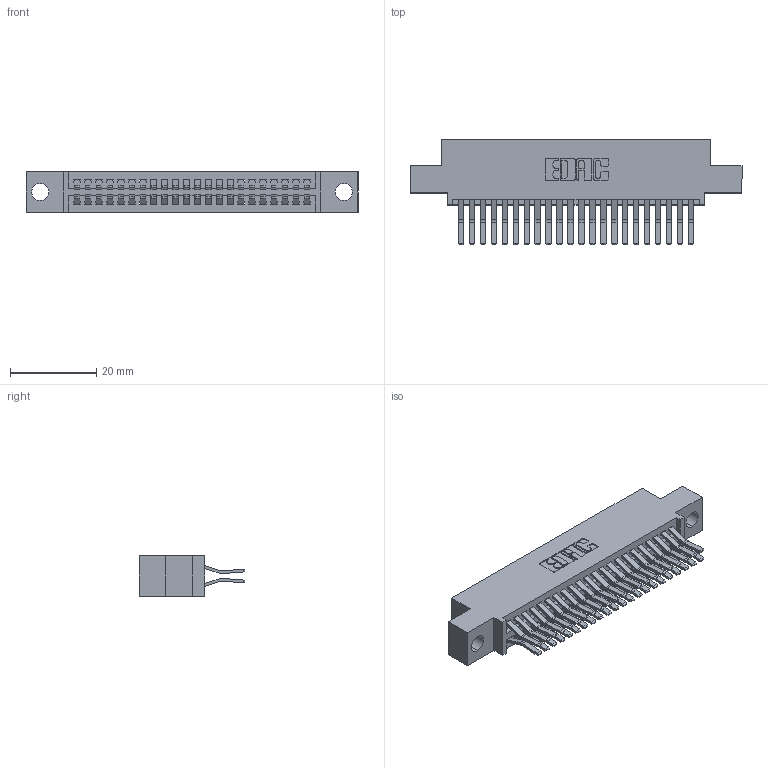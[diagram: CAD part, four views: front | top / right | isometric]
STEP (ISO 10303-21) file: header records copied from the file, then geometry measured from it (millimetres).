
FILE_DESCRIPTION (( 'STEP AP203' ), '1' );
FILE_NAME ('345-044-560-504.STEP', '2018-09-09T07:19:29', ( '' ), ( '' ), 'SwSTEP 2.0', 'SolidWorks 2016', '' );
FILE_SCHEMA (( 'CONFIG_CONTROL_DESIGN' ));
Length unit declared in the file: inch
Products named in the file (3): 345 Part_0.110 Offset - 0.156 Dia-TH; 345-292-001_560 Tail; 345-044-560-504
Assembly tree (45 placements, depth 2):
  345-044-560-504
    345 Part_0.110 Offset - 0.156 Dia-TH
    345-292-001_560 Tail  x44
Bounding box: 77.09 x 24.45 x 9.4 mm (x, y, z)
Volume: 7430 mm3; surface area: 11245.2 mm2
Topology: 45 solids, 45 shells, 2418 faces, 7173 edges, 4722 vertices
Faces by surface type: plane 1536, cylinder 882
Entity records: 20177 total; most frequent: CARTESIAN_POINT 3404, ORIENTED_EDGE 3338, DIRECTION 3029, EDGE_CURVE 1669, LINE 1445, VECTOR 1445, VERTEX_POINT 1110, AXIS2_PLACEMENT_3D 792
